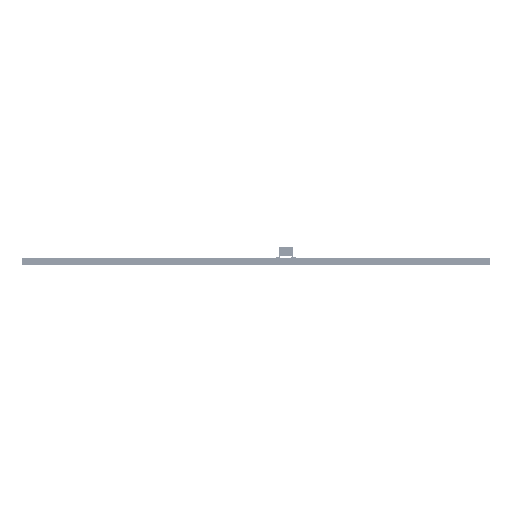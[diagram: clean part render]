
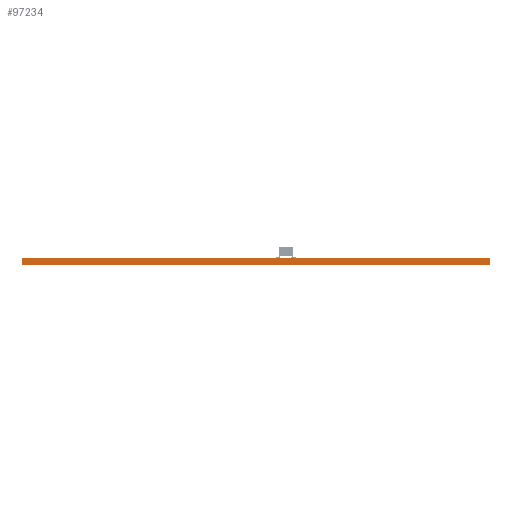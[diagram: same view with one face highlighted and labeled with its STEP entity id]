
A CAD part, left-side view. The second image highlights one B-rep face of the part: STEP entity #97234.
In plain terms, the highlighted planar face has unit normal (-1, 0, 0).
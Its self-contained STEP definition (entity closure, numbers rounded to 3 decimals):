
#509 = DIRECTION ( 'NONE',  ( 0., -1., 0. ) ) ;
#10851 = ORIENTED_EDGE ( 'NONE', *, *, #90555, .F. ) ;
#14235 = CARTESIAN_POINT ( 'NONE',  ( 0., 0., 1.6 ) ) ;
#15471 = CARTESIAN_POINT ( 'NONE',  ( 0., 100., 1.6 ) ) ;
#17670 = VECTOR ( 'NONE', #134773, 1000. ) ;
#17703 = EDGE_CURVE ( 'NONE', #121730, #95039, #157800, .T. ) ;
#21557 = ORIENTED_EDGE ( 'NONE', *, *, #69806, .F. ) ;
#24378 = CARTESIAN_POINT ( 'NONE',  ( 0., 0., 0. ) ) ;
#30620 = CARTESIAN_POINT ( 'NONE',  ( 0., 0., 1.6 ) ) ;
#32959 = DIRECTION ( 'NONE',  ( 1., 0., 0. ) ) ;
#35308 = AXIS2_PLACEMENT_3D ( 'NONE', #30620, #32959, #81619 ) ;
#36763 = LINE ( 'NONE', #120473, #111875 ) ;
#37089 = CARTESIAN_POINT ( 'NONE',  ( 0., 100., 0. ) ) ;
#50404 = EDGE_LOOP ( 'NONE', ( #71907, #21557, #10851, #152253 ) ) ;
#61448 = LINE ( 'NONE', #147629, #17670 ) ;
#62005 = CARTESIAN_POINT ( 'NONE',  ( 0., 0., 0. ) ) ;
#69806 = EDGE_CURVE ( 'NONE', #135968, #95039, #86025, .T. ) ;
#71907 = ORIENTED_EDGE ( 'NONE', *, *, #17703, .T. ) ;
#74074 = DIRECTION ( 'NONE',  ( 0., 0., -1. ) ) ;
#76751 = VECTOR ( 'NONE', #509, 1000. ) ;
#79257 = FACE_OUTER_BOUND ( 'NONE', #50404, .T. ) ;
#81619 = DIRECTION ( 'NONE',  ( 0., 0., -1. ) ) ;
#86025 = LINE ( 'NONE', #14235, #96350 ) ;
#90555 = EDGE_CURVE ( 'NONE', #141137, #135968, #61448, .T. ) ;
#95039 = VERTEX_POINT ( 'NONE', #24378 ) ;
#96350 = VECTOR ( 'NONE', #74074, 1000. ) ;
#97234 = ADVANCED_FACE ( 'NONE', ( #79257 ), #142245, .F. ) ;
#102138 = EDGE_CURVE ( 'NONE', #141137, #121730, #36763, .T. ) ;
#111875 = VECTOR ( 'NONE', #145244, 1000. ) ;
#120473 = CARTESIAN_POINT ( 'NONE',  ( 0., 100., 1.6 ) ) ;
#121730 = VERTEX_POINT ( 'NONE', #37089 ) ;
#134773 = DIRECTION ( 'NONE',  ( 0., -1., 0. ) ) ;
#135968 = VERTEX_POINT ( 'NONE', #142304 ) ;
#141137 = VERTEX_POINT ( 'NONE', #15471 ) ;
#142245 = PLANE ( 'NONE',  #35308 ) ;
#142304 = CARTESIAN_POINT ( 'NONE',  ( 0., 0., 1.6 ) ) ;
#145244 = DIRECTION ( 'NONE',  ( 0., 0., -1. ) ) ;
#147629 = CARTESIAN_POINT ( 'NONE',  ( 0., 0., 1.6 ) ) ;
#152253 = ORIENTED_EDGE ( 'NONE', *, *, #102138, .T. ) ;
#157800 = LINE ( 'NONE', #62005, #76751 ) ;
